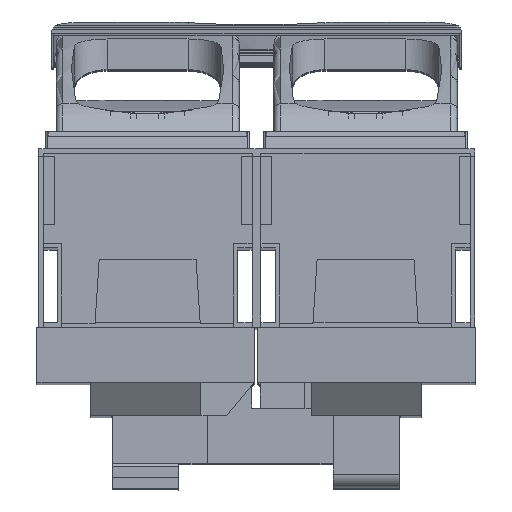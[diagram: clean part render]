
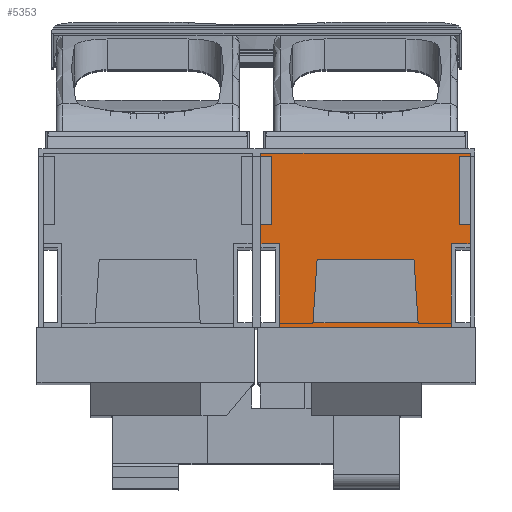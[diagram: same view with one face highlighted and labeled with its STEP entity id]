
A CAD part, top view. The second image highlights one B-rep face of the part: STEP entity #5353.
In plain terms, the highlighted planar face has unit normal (0, 0, 1).
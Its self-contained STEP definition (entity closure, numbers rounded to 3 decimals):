
#3021=FACE_BOUND('',#11013,.T.);
#3022=FACE_BOUND('',#11014,.T.);
#5353=ADVANCED_FACE('',(#3021,#3022),#6988,.T.);
#6988=PLANE('',#44078);
#11013=EDGE_LOOP('',(#19710,#19711,#19712,#19713));
#11014=EDGE_LOOP('',(#19714,#19715,#19716,#19717,#19718,#19719,#19720,#19721));
#19710=ORIENTED_EDGE('',*,*,#31744,.T.);
#19711=ORIENTED_EDGE('',*,*,#30272,.F.);
#19712=ORIENTED_EDGE('',*,*,#31740,.T.);
#19713=ORIENTED_EDGE('',*,*,#31746,.T.);
#19714=ORIENTED_EDGE('',*,*,#30294,.T.);
#19715=ORIENTED_EDGE('',*,*,#30735,.T.);
#19716=ORIENTED_EDGE('',*,*,#30731,.T.);
#19717=ORIENTED_EDGE('',*,*,#31272,.F.);
#19718=ORIENTED_EDGE('',*,*,#31274,.F.);
#19719=ORIENTED_EDGE('',*,*,#31264,.F.);
#19720=ORIENTED_EDGE('',*,*,#30728,.T.);
#19721=ORIENTED_EDGE('',*,*,#30734,.T.);
#25462=VERTEX_POINT('',#67318);
#25463=VERTEX_POINT('',#67319);
#25484=VERTEX_POINT('',#67363);
#25485=VERTEX_POINT('',#67364);
#25892=VERTEX_POINT('',#68223);
#25893=VERTEX_POINT('',#68224);
#25894=VERTEX_POINT('',#68229);
#25895=VERTEX_POINT('',#68230);
#26229=VERTEX_POINT('',#69298);
#26235=VERTEX_POINT('',#69312);
#26485=VERTEX_POINT('',#70270);
#26488=VERTEX_POINT('',#70278);
#30272=EDGE_CURVE('',#25462,#25463,#35315,.T.);
#30294=EDGE_CURVE('',#25484,#25485,#35337,.T.);
#30728=EDGE_CURVE('',#25892,#25893,#35683,.T.);
#30731=EDGE_CURVE('',#25894,#25895,#35686,.T.);
#30734=EDGE_CURVE('',#25893,#25484,#35689,.T.);
#30735=EDGE_CURVE('',#25485,#25894,#35690,.T.);
#31264=EDGE_CURVE('',#25892,#26229,#36127,.T.);
#31272=EDGE_CURVE('',#26235,#25895,#36135,.T.);
#31274=EDGE_CURVE('',#26229,#26235,#36137,.T.);
#31740=EDGE_CURVE('',#25462,#26485,#36497,.T.);
#31744=EDGE_CURVE('',#26488,#25463,#36501,.T.);
#31746=EDGE_CURVE('',#26485,#26488,#36503,.T.);
#35315=LINE('',#67317,#39646);
#35337=LINE('',#67362,#39668);
#35683=LINE('',#68222,#40014);
#35686=LINE('',#68228,#40017);
#35689=LINE('',#68234,#40020);
#35690=LINE('',#68236,#40021);
#36127=LINE('',#69297,#40458);
#36135=LINE('',#69313,#40466);
#36137=LINE('',#69316,#40468);
#36497=LINE('',#70269,#40828);
#36501=LINE('',#70277,#40832);
#36503=LINE('',#70281,#40834);
#39646=VECTOR('',#49077,1.);
#39668=VECTOR('',#49101,1.);
#40014=VECTOR('',#49659,1.);
#40017=VECTOR('',#49664,1.);
#40020=VECTOR('',#49669,1.);
#40021=VECTOR('',#49672,1.);
#40458=VECTOR('',#50691,1.);
#40466=VECTOR('',#50701,1.);
#40468=VECTOR('',#50705,1.);
#40828=VECTOR('',#51753,1.);
#40832=VECTOR('',#51759,1.);
#40834=VECTOR('',#51763,1.);
#44078=AXIS2_PLACEMENT_3D('',#70282,#51764,#51765);
#49077=DIRECTION('',(1.,0.,0.));
#49101=DIRECTION('',(1.,0.,0.));
#49659=DIRECTION('',(1.,0.,0.));
#49664=DIRECTION('',(1.,0.,0.));
#49669=DIRECTION('',(0.,-1.,0.));
#49672=DIRECTION('',(0.,1.,0.));
#50691=DIRECTION('',(0.,1.,0.));
#50701=DIRECTION('',(0.,-1.,0.));
#50705=DIRECTION('',(1.,0.,0.));
#51753=DIRECTION('',(0.065,0.998,0.));
#51759=DIRECTION('',(0.065,-0.998,0.));
#51763=DIRECTION('',(1.,0.,0.));
#51764=DIRECTION('',(0.,0.,1.));
#51765=DIRECTION('',(0.,1.,0.));
#67317=CARTESIAN_POINT('',(88.5,42.,-95.));
#67318=CARTESIAN_POINT('',(25.629,42.,-95.));
#67319=CARTESIAN_POINT('',(73.371,42.,-95.));
#67362=CARTESIAN_POINT('',(10.5,40.,-95.));
#67363=CARTESIAN_POINT('',(10.5,40.,-95.));
#67364=CARTESIAN_POINT('',(88.5,40.,-95.));
#68222=CARTESIAN_POINT('',(0.,78.,-95.));
#68223=CARTESIAN_POINT('',(2.,78.,-95.));
#68224=CARTESIAN_POINT('',(10.5,78.,-95.));
#68228=CARTESIAN_POINT('',(88.5,78.,-95.));
#68229=CARTESIAN_POINT('',(88.5,78.,-95.));
#68230=CARTESIAN_POINT('',(97.,78.,-95.));
#68234=CARTESIAN_POINT('',(10.5,78.,-95.));
#68236=CARTESIAN_POINT('',(88.5,40.,-95.));
#69297=CARTESIAN_POINT('',(2.,119.,-95.));
#69298=CARTESIAN_POINT('',(2.,119.,-95.));
#69312=CARTESIAN_POINT('',(97.,119.,-95.));
#69313=CARTESIAN_POINT('',(97.,40.,-95.));
#69316=CARTESIAN_POINT('',(97.,119.,-95.));
#70269=CARTESIAN_POINT('',(25.5,40.,-95.));
#70270=CARTESIAN_POINT('',(27.5,70.935,-95.));
#70277=CARTESIAN_POINT('',(71.5,70.935,-95.));
#70278=CARTESIAN_POINT('',(71.5,70.935,-95.));
#70281=CARTESIAN_POINT('',(27.5,70.935,-95.));
#70282=CARTESIAN_POINT('',(0.,40.,-95.));
